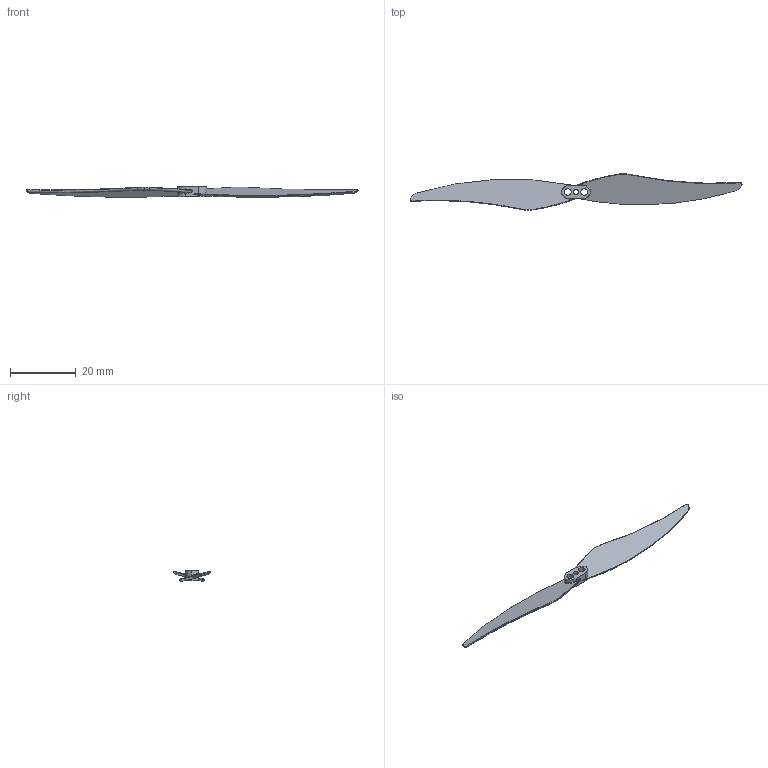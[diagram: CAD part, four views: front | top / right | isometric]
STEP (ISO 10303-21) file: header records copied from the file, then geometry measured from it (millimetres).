
FILE_DESCRIPTION (( 'STEP AP203' ), '1' );
FILE_NAME ('drone_propeller_2_tr_bl_Défaut_sldprt.STEP', '2021-02-25T20:06:54', ( '' ), ( '' ), 'SwSTEP 2.0', 'SolidWorks 2019', '' );
FILE_SCHEMA (( 'CONFIG_CONTROL_DESIGN' ));
Length unit declared in the file: millimetre
Products named in the file (1): drone_propeller_2_tr_bl_Défaut_sldprt
Bounding box: 101.21 x 11.14 x 3.23 mm (x, y, z)
Volume: 516.7 mm3; surface area: 1485.9 mm2
Topology: 1 solids, 1 shells, 73 faces, 186 edges, 113 vertices
Faces by surface type: torus 33, cylinder 18, bspline 14, plane 8
Entity records: 2866 total; most frequent: CARTESIAN_POINT 1089, DIRECTION 370, ORIENTED_EDGE 368, EDGE_CURVE 184, AXIS2_PLACEMENT_3D 170, VERTEX_POINT 113, CIRCLE 110, EDGE_LOOP 79
